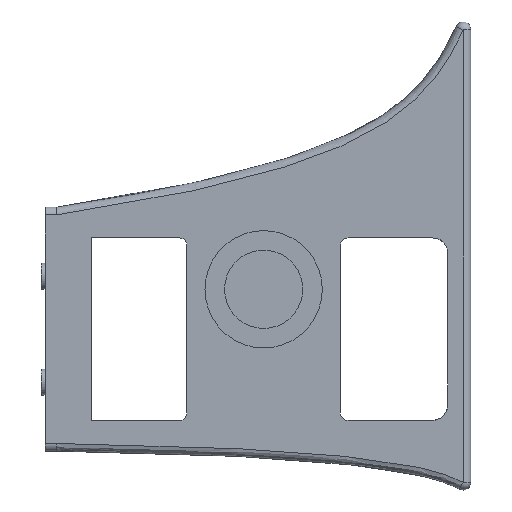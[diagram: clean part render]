
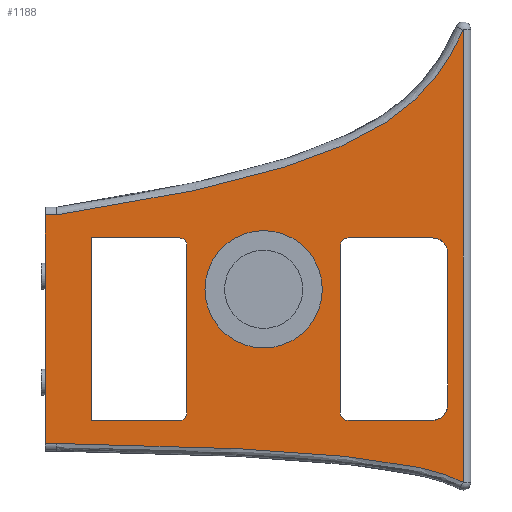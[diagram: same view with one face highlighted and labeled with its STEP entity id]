
A CAD part, left-side view. The second image highlights one B-rep face of the part: STEP entity #1188.
In plain terms, the highlighted planar face has unit normal (-1, 0, 0).
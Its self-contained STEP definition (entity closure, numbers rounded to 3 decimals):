
#42=B_SPLINE_CURVE_WITH_KNOTS('',3,(#2005,#2006,#2007,#2008,#2009,#2010,
#2011,#2012,#2013,#2014,#2015,#2016,#2017,#2018,#2019),.UNSPECIFIED.,.F.,
 .F.,(4,1,1,2,1,2,1,1,2,4),(0.,0.325,0.433,0.758,
1.265,1.939,3.399,3.886,5.345,
5.347),.UNSPECIFIED.);
#43=B_SPLINE_CURVE_WITH_KNOTS('',3,(#2022,#2023,#2024,#2025,#2026,#2027,
#2028,#2029,#2030,#2031,#2032,#2033,#2034,#2035,#2036,#2037,#2038),
 .UNSPECIFIED.,.F.,.F.,(4,2,1,1,1,1,1,2,1,2,1,4),(-0.015,0.,
1.128,1.692,2.256,2.538,2.82,
3.948,4.562,5.022,5.466,6.057),
 .UNSPECIFIED.);
#59=CIRCLE('',#1285,2.);
#60=CIRCLE('',#1286,2.);
#61=CIRCLE('',#1287,1.);
#62=CIRCLE('',#1288,1.);
#63=CIRCLE('',#1289,7.65);
#64=CIRCLE('',#1290,1.);
#65=CIRCLE('',#1291,1.);
#105=FACE_BOUND('',#247,.T.);
#106=FACE_BOUND('',#248,.T.);
#107=FACE_BOUND('',#249,.T.);
#166=FACE_OUTER_BOUND('',#246,.T.);
#246=EDGE_LOOP('',(#908,#909,#910,#911,#912,#913));
#247=EDGE_LOOP('',(#914,#915,#916,#917,#918,#919,#920,#921));
#248=EDGE_LOOP('',(#922));
#249=EDGE_LOOP('',(#923,#924,#925,#926,#927,#928));
#313=LINE('',#1732,#415);
#353=LINE('',#1812,#455);
#357=LINE('',#1823,#459);
#360=LINE('',#1887,#462);
#368=LINE('',#1984,#470);
#369=LINE('',#2003,#471);
#370=LINE('',#2021,#472);
#371=LINE('',#2042,#473);
#372=LINE('',#2046,#474);
#373=LINE('',#2050,#475);
#374=LINE('',#2057,#476);
#375=LINE('',#2060,#477);
#415=VECTOR('',#1390,10.);
#455=VECTOR('',#1456,10.);
#459=VECTOR('',#1464,10.);
#462=VECTOR('',#1473,10.);
#470=VECTOR('',#1495,10.);
#471=VECTOR('',#1498,10.);
#472=VECTOR('',#1499,10.);
#473=VECTOR('',#1502,10.);
#474=VECTOR('',#1505,10.);
#475=VECTOR('',#1508,10.);
#476=VECTOR('',#1515,10.);
#477=VECTOR('',#1518,10.);
#518=VERTEX_POINT('',#1729);
#519=VERTEX_POINT('',#1731);
#545=VERTEX_POINT('',#1809);
#546=VERTEX_POINT('',#1811);
#551=VERTEX_POINT('',#1821);
#559=VERTEX_POINT('',#1869);
#560=VERTEX_POINT('',#1886);
#569=VERTEX_POINT('',#1983);
#570=VERTEX_POINT('',#2002);
#571=VERTEX_POINT('',#2004);
#572=VERTEX_POINT('',#2020);
#573=VERTEX_POINT('',#2039);
#574=VERTEX_POINT('',#2041);
#575=VERTEX_POINT('',#2043);
#576=VERTEX_POINT('',#2045);
#577=VERTEX_POINT('',#2047);
#578=VERTEX_POINT('',#2049);
#579=VERTEX_POINT('',#2052);
#580=VERTEX_POINT('',#2054);
#581=VERTEX_POINT('',#2056);
#582=VERTEX_POINT('',#2058);
#624=EDGE_CURVE('',#518,#519,#313,.T.);
#664=EDGE_CURVE('',#545,#546,#353,.T.);
#670=EDGE_CURVE('',#551,#518,#357,.T.);
#678=EDGE_CURVE('',#560,#559,#360,.T.);
#692=EDGE_CURVE('',#569,#560,#368,.T.);
#694=EDGE_CURVE('',#570,#559,#369,.T.);
#695=EDGE_CURVE('',#571,#570,#42,.T.);
#696=EDGE_CURVE('',#572,#571,#370,.T.);
#697=EDGE_CURVE('',#569,#572,#43,.T.);
#698=EDGE_CURVE('',#573,#545,#59,.T.);
#699=EDGE_CURVE('',#574,#573,#371,.T.);
#700=EDGE_CURVE('',#575,#574,#60,.T.);
#701=EDGE_CURVE('',#576,#575,#372,.T.);
#702=EDGE_CURVE('',#577,#576,#61,.T.);
#703=EDGE_CURVE('',#577,#578,#373,.T.);
#704=EDGE_CURVE('',#546,#578,#62,.T.);
#705=EDGE_CURVE('',#579,#579,#63,.F.);
#706=EDGE_CURVE('',#580,#551,#64,.T.);
#707=EDGE_CURVE('',#580,#581,#374,.T.);
#708=EDGE_CURVE('',#582,#581,#65,.T.);
#709=EDGE_CURVE('',#582,#519,#375,.T.);
#908=ORIENTED_EDGE('',*,*,#678,.T.);
#909=ORIENTED_EDGE('',*,*,#694,.F.);
#910=ORIENTED_EDGE('',*,*,#695,.F.);
#911=ORIENTED_EDGE('',*,*,#696,.F.);
#912=ORIENTED_EDGE('',*,*,#697,.F.);
#913=ORIENTED_EDGE('',*,*,#692,.T.);
#914=ORIENTED_EDGE('',*,*,#698,.F.);
#915=ORIENTED_EDGE('',*,*,#699,.F.);
#916=ORIENTED_EDGE('',*,*,#700,.F.);
#917=ORIENTED_EDGE('',*,*,#701,.F.);
#918=ORIENTED_EDGE('',*,*,#702,.F.);
#919=ORIENTED_EDGE('',*,*,#703,.T.);
#920=ORIENTED_EDGE('',*,*,#704,.F.);
#921=ORIENTED_EDGE('',*,*,#664,.F.);
#922=ORIENTED_EDGE('',*,*,#705,.T.);
#923=ORIENTED_EDGE('',*,*,#706,.F.);
#924=ORIENTED_EDGE('',*,*,#707,.T.);
#925=ORIENTED_EDGE('',*,*,#708,.F.);
#926=ORIENTED_EDGE('',*,*,#709,.T.);
#927=ORIENTED_EDGE('',*,*,#624,.F.);
#928=ORIENTED_EDGE('',*,*,#670,.F.);
#1152=PLANE('',#1284);
#1188=ADVANCED_FACE('',(#166,#105,#106,#107),#1152,.F.);
#1284=AXIS2_PLACEMENT_3D('',#2001,#1496,#1497);
#1285=AXIS2_PLACEMENT_3D('',#2040,#1500,#1501);
#1286=AXIS2_PLACEMENT_3D('',#2044,#1503,#1504);
#1287=AXIS2_PLACEMENT_3D('',#2048,#1506,#1507);
#1288=AXIS2_PLACEMENT_3D('',#2051,#1509,#1510);
#1289=AXIS2_PLACEMENT_3D('',#2053,#1511,#1512);
#1290=AXIS2_PLACEMENT_3D('',#2055,#1513,#1514);
#1291=AXIS2_PLACEMENT_3D('',#2059,#1516,#1517);
#1390=DIRECTION('',(0.,0.,-1.));
#1456=DIRECTION('',(0.,1.,0.));
#1464=DIRECTION('',(0.,1.,0.));
#1473=DIRECTION('',(0.,0.,-1.));
#1495=DIRECTION('',(0.,1.,0.));
#1496=DIRECTION('center_axis',(1.,0.,0.));
#1497=DIRECTION('ref_axis',(0.,0.,-1.));
#1498=DIRECTION('',(0.,1.,0.));
#1499=DIRECTION('',(0.,0.,-1.));
#1500=DIRECTION('center_axis',(-1.,0.,0.));
#1501=DIRECTION('ref_axis',(0.,-0.707,0.707));
#1502=DIRECTION('',(0.,0.,1.));
#1503=DIRECTION('center_axis',(-1.,0.,0.));
#1504=DIRECTION('ref_axis',(0.,-0.707,-0.707));
#1505=DIRECTION('',(0.,-1.,0.));
#1506=DIRECTION('center_axis',(-1.,0.,0.));
#1507=DIRECTION('ref_axis',(0.,0.707,-0.707));
#1508=DIRECTION('',(0.,0.,1.));
#1509=DIRECTION('center_axis',(-1.,0.,0.));
#1510=DIRECTION('ref_axis',(0.,0.707,0.707));
#1511=DIRECTION('center_axis',(-1.,0.,0.));
#1512=DIRECTION('ref_axis',(0.,0.,-1.));
#1513=DIRECTION('center_axis',(-1.,0.,0.));
#1514=DIRECTION('ref_axis',(0.,-0.707,0.707));
#1515=DIRECTION('',(0.,0.,-1.));
#1516=DIRECTION('center_axis',(-1.,0.,0.));
#1517=DIRECTION('ref_axis',(0.,-0.707,-0.707));
#1518=DIRECTION('',(0.,1.,0.));
#1729=CARTESIAN_POINT('',(53.1,-4.5,6.7));
#1731=CARTESIAN_POINT('',(53.1,-4.5,-17.1));
#1732=CARTESIAN_POINT('',(53.1,-4.5,6.7));
#1809=CARTESIAN_POINT('',(53.1,-49.,6.7));
#1811=CARTESIAN_POINT('',(53.1,-38.,6.7));
#1812=CARTESIAN_POINT('',(53.1,-51.,6.7));
#1821=CARTESIAN_POINT('',(53.1,-16.,6.7));
#1823=CARTESIAN_POINT('',(53.1,-51.,6.7));
#1869=CARTESIAN_POINT('',(53.1,1.5,-20.1));
#1886=CARTESIAN_POINT('',(53.1,1.5,9.689));
#1887=CARTESIAN_POINT('',(53.1,1.5,-0.43));
#1983=CARTESIAN_POINT('',(53.1,0.,9.689));
#1984=CARTESIAN_POINT('',(53.1,0.,9.689));
#2001=CARTESIAN_POINT('Origin',(53.1,-27.,4.339));
#2002=CARTESIAN_POINT('',(53.1,0.,-20.1));
#2003=CARTESIAN_POINT('',(53.1,0.,-20.1));
#2004=CARTESIAN_POINT('',(53.1,-53.,-25.164));
#2005=CARTESIAN_POINT('Ctrl Pts',(53.1,-53.,-25.164));
#2006=CARTESIAN_POINT('Ctrl Pts',(53.1,-52.048,-24.647));
#2007=CARTESIAN_POINT('Ctrl Pts',(53.1,-50.685,-24.136));
#2008=CARTESIAN_POINT('Ctrl Pts',(53.1,-48.249,-23.429));
#2009=CARTESIAN_POINT('Ctrl Pts',(53.1,-46.839,-23.121));
#2010=CARTESIAN_POINT('Ctrl Pts',(53.1,-44.119,-22.599));
#2011=CARTESIAN_POINT('Ctrl Pts',(53.1,-40.219,-22.019));
#2012=CARTESIAN_POINT('Ctrl Pts',(53.1,-36.288,-21.632));
#2013=CARTESIAN_POINT('Ctrl Pts',(53.1,-29.197,-21.043));
#2014=CARTESIAN_POINT('Ctrl Pts',(53.1,-22.716,-20.706));
#2015=CARTESIAN_POINT('Ctrl Pts',(53.1,-11.366,-20.299));
#2016=CARTESIAN_POINT('Ctrl Pts',(53.1,-4.879,-20.166));
#2017=CARTESIAN_POINT('Ctrl Pts',(53.1,-0.009,-20.1));
#2018=CARTESIAN_POINT('Ctrl Pts',(53.1,-0.005,-20.1));
#2019=CARTESIAN_POINT('Ctrl Pts',(53.1,0.,-20.1));
#2020=CARTESIAN_POINT('',(53.1,-53.,33.843));
#2021=CARTESIAN_POINT('',(53.1,-53.,19.091));
#2022=CARTESIAN_POINT('Ctrl Pts',(53.1,0.,9.689));
#2023=CARTESIAN_POINT('Ctrl Pts',(53.1,-0.048,9.696));
#2024=CARTESIAN_POINT('Ctrl Pts',(53.1,-0.097,9.703));
#2025=CARTESIAN_POINT('Ctrl Pts',(53.1,-3.866,10.256));
#2026=CARTESIAN_POINT('Ctrl Pts',(53.1,-9.441,11.159));
#2027=CARTESIAN_POINT('Ctrl Pts',(53.1,-16.825,12.61));
#2028=CARTESIAN_POINT('Ctrl Pts',(53.1,-21.412,13.648));
#2029=CARTESIAN_POINT('Ctrl Pts',(53.1,-25.055,14.575));
#2030=CARTESIAN_POINT('Ctrl Pts',(53.1,-30.509,16.1));
#2031=CARTESIAN_POINT('Ctrl Pts',(53.1,-34.996,17.627));
#2032=CARTESIAN_POINT('Ctrl Pts',(53.1,-40.242,20.112));
#2033=CARTESIAN_POINT('Ctrl Pts',(53.1,-43.388,21.855));
#2034=CARTESIAN_POINT('Ctrl Pts',(53.1,-46.19,24.151));
#2035=CARTESIAN_POINT('Ctrl Pts',(53.1,-48.334,26.274));
#2036=CARTESIAN_POINT('Ctrl Pts',(53.1,-50.568,28.934));
#2037=CARTESIAN_POINT('Ctrl Pts',(53.1,-52.234,32.026));
#2038=CARTESIAN_POINT('Ctrl Pts',(53.1,-53.,33.843));
#2039=CARTESIAN_POINT('',(53.1,-51.,4.7));
#2040=CARTESIAN_POINT('Origin',(53.1,-49.,4.7));
#2041=CARTESIAN_POINT('',(53.1,-51.,-15.1));
#2042=CARTESIAN_POINT('',(53.1,-51.,-17.1));
#2043=CARTESIAN_POINT('',(53.1,-49.,-17.1));
#2044=CARTESIAN_POINT('Origin',(53.1,-49.,-15.1));
#2045=CARTESIAN_POINT('',(53.1,-38.,-17.1));
#2046=CARTESIAN_POINT('',(53.1,-3.,-17.1));
#2047=CARTESIAN_POINT('',(53.1,-37.,-16.1));
#2048=CARTESIAN_POINT('Origin',(53.1,-38.,-16.1));
#2049=CARTESIAN_POINT('',(53.1,-37.,5.7));
#2050=CARTESIAN_POINT('',(53.1,-37.,-17.1));
#2051=CARTESIAN_POINT('Origin',(53.1,-38.,5.7));
#2052=CARTESIAN_POINT('',(53.1,-27.,7.65));
#2053=CARTESIAN_POINT('Origin',(53.1,-27.,0.));
#2054=CARTESIAN_POINT('',(53.1,-17.,5.7));
#2055=CARTESIAN_POINT('Origin',(53.1,-16.,5.7));
#2056=CARTESIAN_POINT('',(53.1,-17.,-16.1));
#2057=CARTESIAN_POINT('',(53.1,-17.,6.7));
#2058=CARTESIAN_POINT('',(53.1,-16.,-17.1));
#2059=CARTESIAN_POINT('Origin',(53.1,-16.,-16.1));
#2060=CARTESIAN_POINT('',(53.1,-15.,-17.1));
